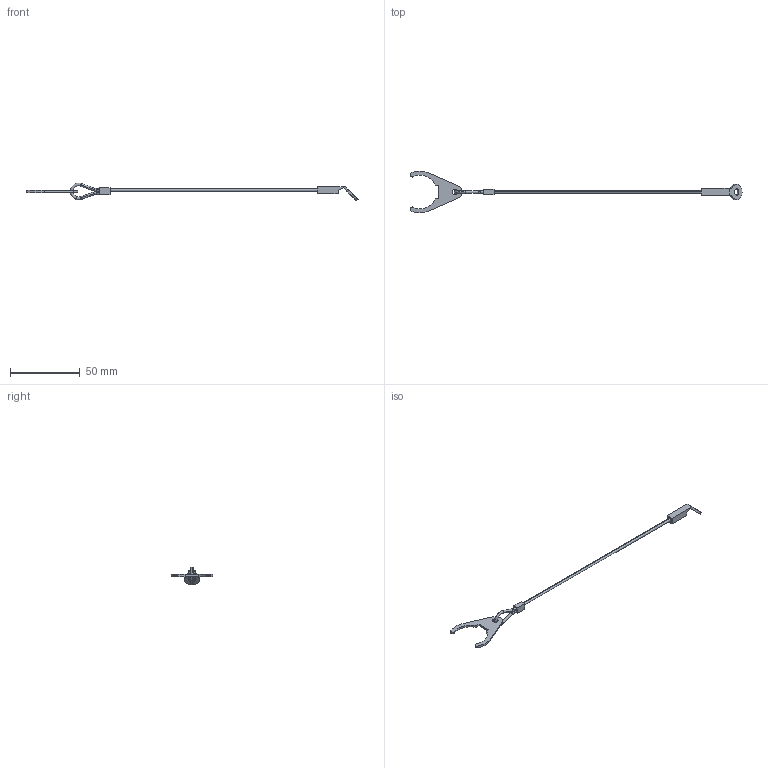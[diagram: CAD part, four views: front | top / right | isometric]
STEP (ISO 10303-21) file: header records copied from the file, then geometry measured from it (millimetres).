
FILE_DESCRIPTION(('STEP AP214'),'1');
FILE_NAME('HALDERN_EH_22400_1162.stp','2017-11-08T12:41:16',('TraceParts'),('TraceParts S.A.'),'Spatial InterOp 3D',' ',' ');
FILE_SCHEMA(('automotive_design'));
Length unit declared in the file: millimetre
Products named in the file (3): HALDERN_EH_22400_1162_1; HALDERN_EH_22400_1162_2; HALDERN_EH_22400_1162_3
Bounding box: 237.5 x 29.93 x 12.75 mm (x, y, z)
Volume: 1837.1 mm3; surface area: 2998.2 mm2
Topology: 3 solids, 3 shells, 61 faces, 162 edges, 108 vertices
Faces by surface type: cylinder 28, plane 25, torus 8
Entity records: 2589 total; most frequent: DIRECTION 370, CARTESIAN_POINT 334, ORIENTED_EDGE 324, EDGE_CURVE 162, AXIS2_PLACEMENT_3D 144, VERTEX_POINT 108, STYLED_ITEM 95, PRESENTATION_STYLE_ASSIGNMENT 95
